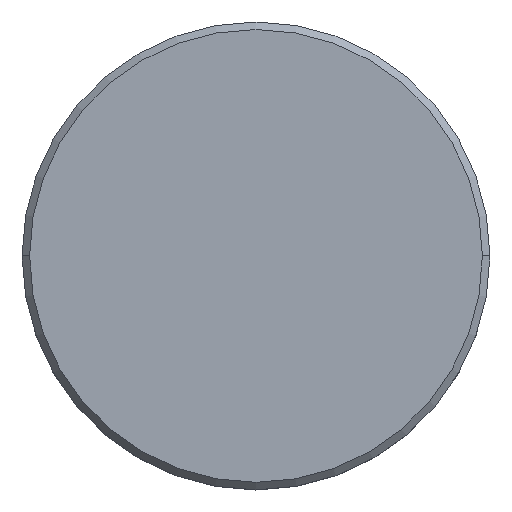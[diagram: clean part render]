
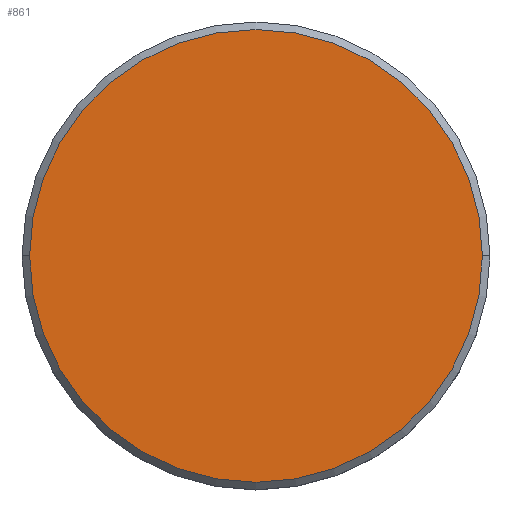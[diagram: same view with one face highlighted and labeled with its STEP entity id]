
A CAD part, top view. The second image highlights one B-rep face of the part: STEP entity #861.
In plain terms, the highlighted planar face has unit normal (0, 0, 1).
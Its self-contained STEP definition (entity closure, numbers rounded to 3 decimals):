
#31 = CARTESIAN_POINT ( 'NONE',  ( 0., 0., 0. ) ) ;
#45 = DIRECTION ( 'NONE',  ( 0., 0., 1. ) ) ;
#88 = EDGE_LOOP ( 'NONE', ( #1059, #752 ) ) ;
#97 = DIRECTION ( 'NONE',  ( 0., 0., 1. ) ) ;
#168 = CARTESIAN_POINT ( 'NONE',  ( -15., 0., 0. ) ) ;
#205 = DIRECTION ( 'NONE',  ( 1., 0., 0. ) ) ;
#280 = CARTESIAN_POINT ( 'NONE',  ( 0., 0., 0. ) ) ;
#419 = CIRCLE ( 'NONE', #1162, 15. ) ;
#442 = CIRCLE ( 'NONE', #931, 15. ) ;
#628 = VERTEX_POINT ( 'NONE', #168 ) ;
#653 = CARTESIAN_POINT ( 'NONE',  ( 15., 0., 0. ) ) ;
#656 = FACE_OUTER_BOUND ( 'NONE', #88, .T. ) ;
#699 = DIRECTION ( 'NONE',  ( 1., 0., 0. ) ) ;
#752 = ORIENTED_EDGE ( 'NONE', *, *, #982, .T. ) ;
#861 = ADVANCED_FACE ( 'NONE', ( #656 ), #934, .T. ) ;
#870 = DIRECTION ( 'NONE',  ( 1., 0., 0. ) ) ;
#931 = AXIS2_PLACEMENT_3D ( 'NONE', #31, #45, #699 ) ;
#934 = PLANE ( 'NONE',  #1178 ) ;
#982 = EDGE_CURVE ( 'NONE', #1169, #628, #442, .T. ) ;
#1036 = CARTESIAN_POINT ( 'NONE',  ( 0., 0., 0. ) ) ;
#1052 = EDGE_CURVE ( 'NONE', #628, #1169, #419, .T. ) ;
#1059 = ORIENTED_EDGE ( 'NONE', *, *, #1052, .T. ) ;
#1129 = DIRECTION ( 'NONE',  ( 0., 0., 1. ) ) ;
#1162 = AXIS2_PLACEMENT_3D ( 'NONE', #280, #1129, #870 ) ;
#1169 = VERTEX_POINT ( 'NONE', #653 ) ;
#1178 = AXIS2_PLACEMENT_3D ( 'NONE', #1036, #97, #205 ) ;
